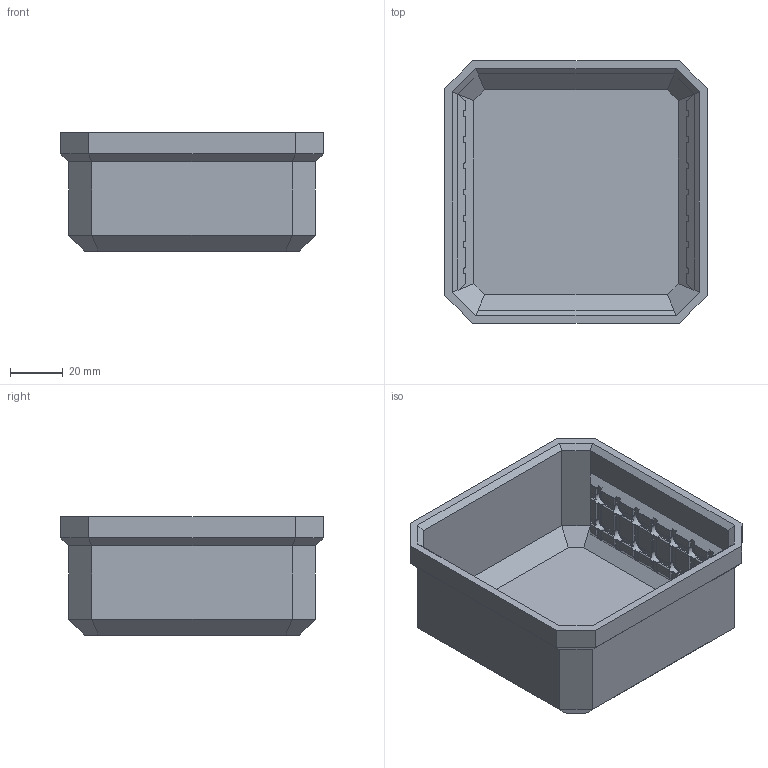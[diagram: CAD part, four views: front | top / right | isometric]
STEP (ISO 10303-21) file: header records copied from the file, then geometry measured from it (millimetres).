
FILE_DESCRIPTION(/* description */ (''),/* implementation_level */ '2;1');
FILE_NAME(/* name */ 'Slim Packout Bin Milwaukee Inserts v7.step',/* time_stamp */ '2022-12-30T15:41:59-06:00',/* author */ (''),/* organization */ (''),/* preprocessor_version */ 'ST-DEVELOPER v19.2',/* originating_system */ 'Autodesk Translation Framework v11.17.0.187',/* authorisation */ '');
FILE_SCHEMA (('AUTOMOTIVE_DESIGN { 1 0 10303 214 3 1 1 }'));
Length unit declared in the file: millimetre
Products named in the file (1): Slim Packout Bin Milwaukee Inserts
Bounding box: 100 x 100 x 45 mm (x, y, z)
Volume: 64981.4 mm3; surface area: 48648.2 mm2
Topology: 1 solids, 1 shells, 593 faces, 1732 edges, 1142 vertices
Faces by surface type: plane 417, cylinder 176
Full cylindrical faces by diameter (mm): 4.8 x28
Entity records: 21178 total; most frequent: CARTESIAN_POINT 5484, ORIENTED_EDGE 3464, DIRECTION 3104, EDGE_CURVE 1732, VERTEX_POINT 1142, LINE 1100, VECTOR 1100, AXIS2_PLACEMENT_3D 1002
